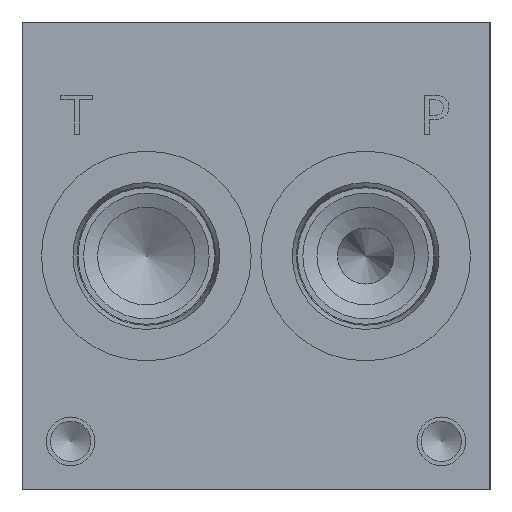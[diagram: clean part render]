
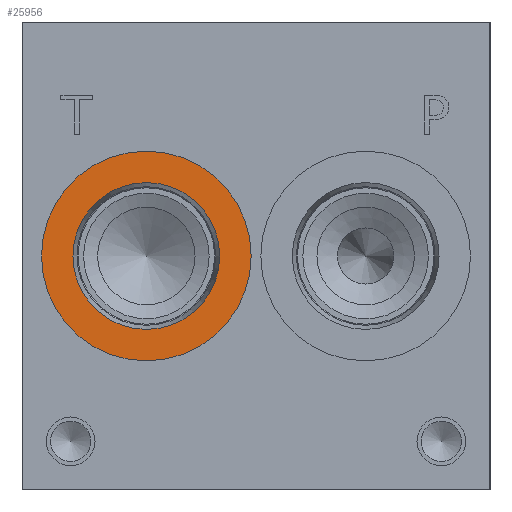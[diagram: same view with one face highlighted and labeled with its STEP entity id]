
A CAD part, left-side view. The second image highlights one B-rep face of the part: STEP entity #25956.
In plain terms, the highlighted planar face has unit normal (-1, 0, 0).
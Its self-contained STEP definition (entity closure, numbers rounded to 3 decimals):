
#628=CIRCLE('',#27223,17.069);
#629=CIRCLE('',#27224,17.069);
#630=CIRCLE('',#27226,11.951);
#631=CIRCLE('',#27227,11.951);
#1625=FACE_BOUND('',#5037,.T.);
#3518=FACE_OUTER_BOUND('',#5036,.T.);
#5036=EDGE_LOOP('',(#20983,#20984));
#5037=EDGE_LOOP('',(#20985,#20986));
#11594=VERTEX_POINT('',#43526);
#11595=VERTEX_POINT('',#43528);
#11596=VERTEX_POINT('',#43532);
#11597=VERTEX_POINT('',#43533);
#14972=EDGE_CURVE('',#11594,#11595,#628,.T.);
#14973=EDGE_CURVE('',#11595,#11594,#629,.T.);
#14974=EDGE_CURVE('',#11596,#11597,#630,.T.);
#14975=EDGE_CURVE('',#11597,#11596,#631,.T.);
#20983=ORIENTED_EDGE('',*,*,#14973,.F.);
#20984=ORIENTED_EDGE('',*,*,#14972,.F.);
#20985=ORIENTED_EDGE('',*,*,#14974,.T.);
#20986=ORIENTED_EDGE('',*,*,#14975,.T.);
#24212=PLANE('',#27225);
#25956=ADVANCED_FACE('',(#3518,#1625),#24212,.F.);
#27223=AXIS2_PLACEMENT_3D('',#43529,#31771,#31772);
#27224=AXIS2_PLACEMENT_3D('',#43530,#31773,#31774);
#27225=AXIS2_PLACEMENT_3D('',#43531,#31775,#31776);
#27226=AXIS2_PLACEMENT_3D('',#43534,#31777,#31778);
#27227=AXIS2_PLACEMENT_3D('',#43535,#31779,#31780);
#31771=DIRECTION('center_axis',(1.,0.,0.));
#31772=DIRECTION('ref_axis',(0.,0.,-1.));
#31773=DIRECTION('center_axis',(1.,0.,0.));
#31774=DIRECTION('ref_axis',(0.,0.,-1.));
#31775=DIRECTION('center_axis',(1.,0.,0.));
#31776=DIRECTION('ref_axis',(0.,0.,-1.));
#31777=DIRECTION('center_axis',(1.,0.,0.));
#31778=DIRECTION('ref_axis',(0.,0.,-1.));
#31779=DIRECTION('center_axis',(1.,0.,0.));
#31780=DIRECTION('ref_axis',(0.,0.,-1.));
#43526=CARTESIAN_POINT('',(0.787,55.956,21.031));
#43528=CARTESIAN_POINT('',(0.787,55.956,55.169));
#43529=CARTESIAN_POINT('Origin',(0.787,55.956,38.1));
#43530=CARTESIAN_POINT('Origin',(0.787,55.956,38.1));
#43531=CARTESIAN_POINT('Origin',(0.787,55.956,50.051));
#43532=CARTESIAN_POINT('',(0.787,55.956,50.051));
#43533=CARTESIAN_POINT('',(0.787,55.956,26.149));
#43534=CARTESIAN_POINT('Origin',(0.787,55.956,38.1));
#43535=CARTESIAN_POINT('Origin',(0.787,55.956,38.1));
